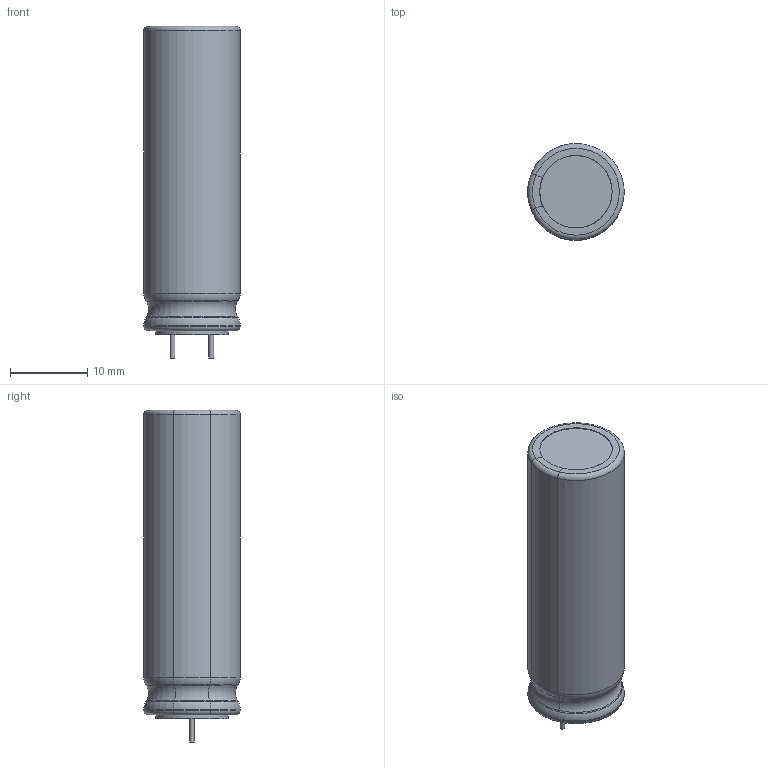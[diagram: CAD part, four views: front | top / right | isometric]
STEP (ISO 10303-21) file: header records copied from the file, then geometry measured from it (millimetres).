
FILE_DESCRIPTION(/* description */ ('STEP AP214'),/* implementation_level */ '2;1');
FILE_NAME(/* name */ 'CapAluRadial_D125H400P50.step',/* time_stamp */ '2024-08-25T15:49:51-04:00',/* author */ (''),/* organization */ (''),/* preprocessor_version */ 'ST-DEVELOPER v20',/* originating_system */ 'Autodesk Translation Framework v13.14.0.145',/* authorisation */ '');
FILE_SCHEMA (('AUTOMOTIVE_DESIGN { 1 0 10303 214 3 1 1 }'));
Length unit declared in the file: millimetre
Products named in the file (1): User Library-CapAluRadial_D125H200P50
Bounding box: 12.48 x 12.5 x 43 mm (x, y, z)
Volume: 4821.2 mm3; surface area: 1805.2 mm2
Topology: 1 solids, 1 shells, 32 faces, 81 edges, 53 vertices
Faces by surface type: torus 10, plane 10, cylinder 8, cone 4
Full cylindrical faces by diameter (mm): 0.6 x2, 9.375 x2
Entity records: 1081 total; most frequent: DIRECTION 199, CARTESIAN_POINT 167, ORIENTED_EDGE 162, AXIS2_PLACEMENT_3D 85, EDGE_CURVE 81, VERTEX_POINT 53, CIRCLE 52, EDGE_LOOP 34
